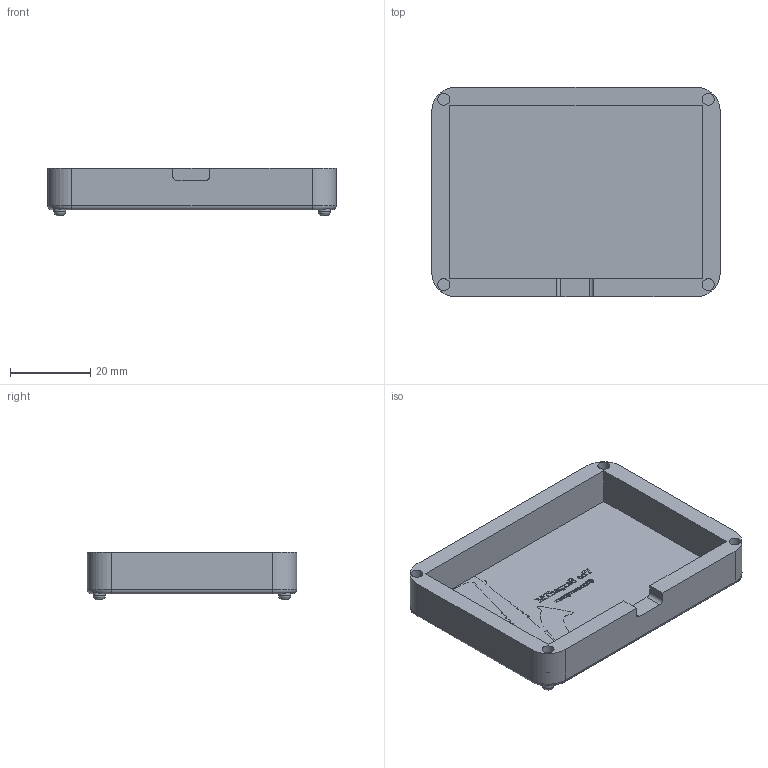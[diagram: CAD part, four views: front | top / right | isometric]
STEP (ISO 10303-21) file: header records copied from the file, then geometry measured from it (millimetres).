
FILE_DESCRIPTION(/* description */ (''),/* implementation_level */ '2;1');
FILE_NAME(/* name */ 'Saxpad_BottomCase.step',/* time_stamp */ '2026-02-07T20:20:26-06:00',/* author */ (''),/* organization */ (''),/* preprocessor_version */ 'ST-DEVELOPER v20.1',/* originating_system */ 'Autodesk Translation Framework v14.24.0.0',/* authorisation */ '');
FILE_SCHEMA (('AUTOMOTIVE_DESIGN { 1 0 10303 214 3 1 1 }'));
Length unit declared in the file: millimetre
Products named in the file (1): Saxpad_BottomCase
Bounding box: 71.85 x 52.16 x 11.86 mm (x, y, z)
Volume: 12474 mm3; surface area: 12354.7 mm2
Topology: 1 solids, 1 shells, 908 faces, 2581 edges, 1718 vertices
Faces by surface type: bspline 585, plane 301, cylinder 18, torus 4
Full cylindrical faces by diameter (mm): 3 x8
Entity records: 34271 total; most frequent: CARTESIAN_POINT 14903, ORIENTED_EDGE 5162, EDGE_CURVE 2581, DIRECTION 2119, VERTEX_POINT 1718, LINE 1355, VECTOR 1355, B_SPLINE_CURVE_WITH_KNOTS 976
